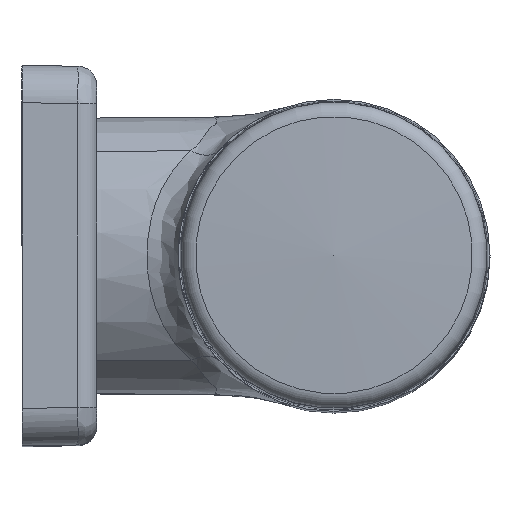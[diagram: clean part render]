
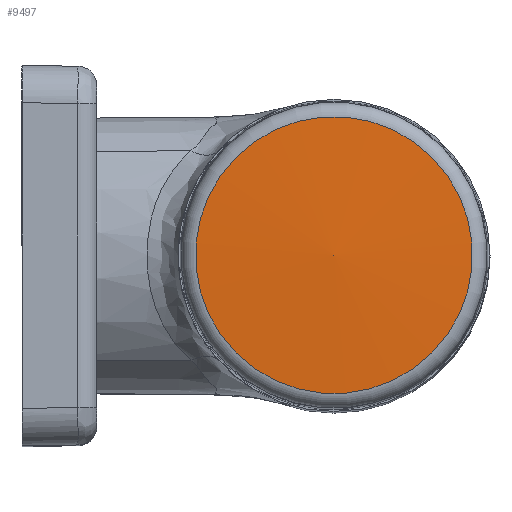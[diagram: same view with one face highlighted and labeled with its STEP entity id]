
A CAD part, top view. The second image highlights one B-rep face of the part: STEP entity #9497.
In plain terms, the highlighted spherical face has radius 320 mm.
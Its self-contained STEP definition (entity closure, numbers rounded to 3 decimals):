
#22=SPHERICAL_SURFACE('',#10481,320.);
#851=CIRCLE('',#10479,22.193);
#3503=ORIENTED_EDGE('',*,*,#5543,.T.);
#5543=EDGE_CURVE('',#6942,#6942,#851,.F.);
#6942=VERTEX_POINT('',#19265);
#8416=EDGE_LOOP('',(#3503));
#8937=FACE_BOUND('',#8416,.T.);
#9497=ADVANCED_FACE('',(#8937),#22,.T.);
#10479=AXIS2_PLACEMENT_3D('',#19264,#12412,#12413);
#10481=AXIS2_PLACEMENT_3D('',#19268,#12416,#12417);
#12412=DIRECTION('',(0.,0.,-1.));
#12413=DIRECTION('',(0.707,-0.707,0.));
#12416=DIRECTION('',(0.,0.,-1.));
#12417=DIRECTION('',(0.707,-0.707,0.));
#19264=CARTESIAN_POINT('',(50.,0.,83.829));
#19265=CARTESIAN_POINT('',(65.693,-15.693,83.829));
#19268=CARTESIAN_POINT('',(50.,0.,-235.4));
